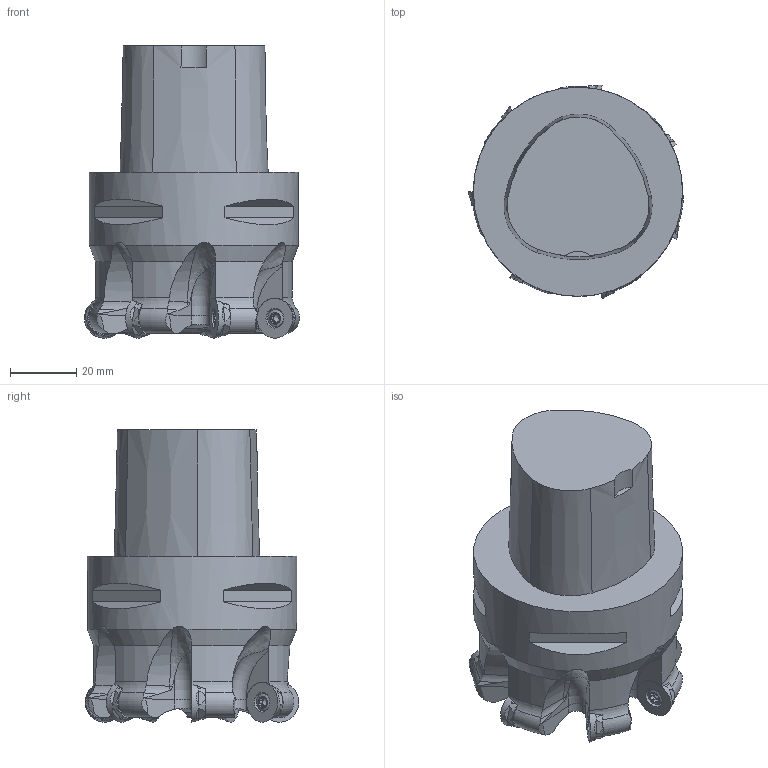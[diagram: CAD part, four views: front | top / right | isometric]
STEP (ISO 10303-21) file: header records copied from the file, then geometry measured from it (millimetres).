
FILE_DESCRIPTION(/* description */ (''),/* implementation_level */ '2;1');
FILE_NAME(/* name */ 'toolassembly_1.stp',/* time_stamp */ '2018-10-03T14:24:36+02:00',/* author */ (''),/* organization */ ('SMS'),/* preprocessor_version */ 'ST-DEVELOPER v15',/* originating_system */ 'SIEMENS PLM Software NX 8.5',/* authorisation */ '');
FILE_SCHEMA (('AUTOMOTIVE_DESIGN { 1 0 10303 214 3 1 1 1 }'));
Length unit declared in the file: millimetre
Products named in the file (4): ASSEMBLY_CONSTRUCTION; CUT_20181003142410; NOCUT_20181003142402; TOOLASSEMBLY_1
Assembly tree (9 placements, depth 2):
  TOOLASSEMBLY_1
    NOCUT_20181003142402
    CUT_20181003142410  x7
    ASSEMBLY_CONSTRUCTION
Bounding box: 64.77 x 64.3 x 87.98 mm (x, y, z)
Volume: 180027 mm3; surface area: 24833.1 mm2
Topology: 8 solids, 8 shells, 640 faces, 1696 edges, 1108 vertices
Faces by surface type: plane 303, cone 118, extrusion 84, cylinder 58, torus 56, bspline 14, sphere 7
Full cylindrical faces by diameter (mm): 3.5 x7, 4.1 x7, 5.25 x7, 63 x1
Entity records: 21002 total; most frequent: CARTESIAN_POINT 8208, ORIENTED_EDGE 2672, DIRECTION 2507, EDGE_CURVE 1336, AXIS2_PLACEMENT_3D 1023, VERTEX_POINT 881, EDGE_LOOP 600, ADVANCED_FACE 532
